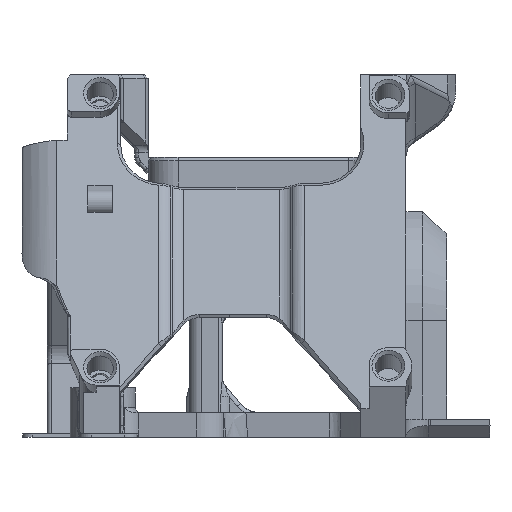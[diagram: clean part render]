
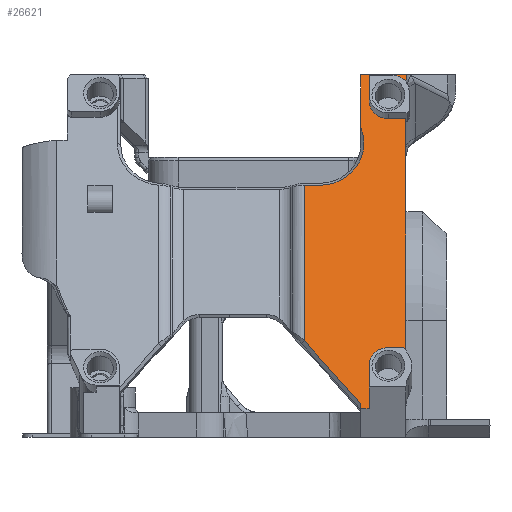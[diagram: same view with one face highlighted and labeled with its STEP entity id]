
A CAD part, left-side view. The second image highlights one B-rep face of the part: STEP entity #26621.
In plain terms, the highlighted planar face has unit normal (-0.94, 0, 0.342).
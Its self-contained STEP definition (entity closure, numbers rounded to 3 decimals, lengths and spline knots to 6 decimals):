
#981=LINE('',#46458,#2691);
#988=LINE('',#46555,#2698);
#989=LINE('',#46557,#2699);
#992=LINE('',#46565,#2702);
#994=LINE('',#46569,#2704);
#1167=LINE('',#48902,#2877);
#1168=LINE('',#48903,#2878);
#1220=LINE('',#49381,#2930);
#1308=LINE('',#50016,#3018);
#1320=LINE('',#50051,#3030);
#1321=LINE('',#50053,#3031);
#1322=LINE('',#50054,#3032);
#1323=LINE('',#50055,#3033);
#1324=LINE('',#50057,#3034);
#2691=VECTOR('',#31972,1.);
#2698=VECTOR('',#31991,1.);
#2699=VECTOR('',#31994,1.);
#2702=VECTOR('',#32003,1.);
#2704=VECTOR('',#32007,1.);
#2877=VECTOR('',#32700,1.);
#2878=VECTOR('',#32701,1.);
#2930=VECTOR('',#32957,1.);
#3018=VECTOR('',#33233,1.);
#3030=VECTOR('',#33259,1.);
#3031=VECTOR('',#33262,1.);
#3032=VECTOR('',#33263,1.);
#3033=VECTOR('',#33264,1.);
#3034=VECTOR('',#33265,1.);
#4161=PLANE('',#28705);
#5116=CIRCLE('',#28228,0.0005);
#5119=CIRCLE('',#28233,0.00235);
#5120=CIRCLE('',#28235,0.002);
#5121=CIRCLE('',#28239,0.00235);
#5134=CIRCLE('',#28276,0.002536);
#5315=CIRCLE('',#28700,0.0054);
#9617=ORIENTED_EDGE('',*,*,#15881,.F.);
#9618=ORIENTED_EDGE('',*,*,#15444,.F.);
#9619=ORIENTED_EDGE('',*,*,#15442,.T.);
#9620=ORIENTED_EDGE('',*,*,#15440,.T.);
#9621=ORIENTED_EDGE('',*,*,#15439,.T.);
#9622=ORIENTED_EDGE('',*,*,#15436,.T.);
#9623=ORIENTED_EDGE('',*,*,#15880,.T.);
#9624=ORIENTED_EDGE('',*,*,#15433,.F.);
#9625=ORIENTED_EDGE('',*,*,#16165,.F.);
#9626=ORIENTED_EDGE('',*,*,#16182,.T.);
#9627=ORIENTED_EDGE('',*,*,#16169,.T.);
#9628=ORIENTED_EDGE('',*,*,#16183,.F.);
#9629=ORIENTED_EDGE('',*,*,#16006,.F.);
#9630=ORIENTED_EDGE('',*,*,#16181,.F.);
#9631=ORIENTED_EDGE('',*,*,#16184,.F.);
#9632=ORIENTED_EDGE('',*,*,#16185,.T.);
#9633=ORIENTED_EDGE('',*,*,#15446,.T.);
#9634=ORIENTED_EDGE('',*,*,#15431,.T.);
#9635=ORIENTED_EDGE('',*,*,#15426,.F.);
#9636=ORIENTED_EDGE('',*,*,#15422,.T.);
#9637=ORIENTED_EDGE('',*,*,#15492,.F.);
#15422=EDGE_CURVE('',#19086,#19087,#5116,.T.);
#15426=EDGE_CURVE('',#19086,#19090,#981,.T.);
#15431=EDGE_CURVE('',#19092,#19090,#5119,.T.);
#15433=EDGE_CURVE('',#19094,#19095,#21229,.T.);
#15436=EDGE_CURVE('',#19097,#19096,#5120,.T.);
#15439=EDGE_CURVE('',#19098,#19097,#988,.T.);
#15440=EDGE_CURVE('',#19099,#19098,#989,.T.);
#15442=EDGE_CURVE('',#19100,#19099,#5121,.T.);
#15444=EDGE_CURVE('',#19100,#19101,#992,.T.);
#15446=EDGE_CURVE('',#19102,#19092,#994,.T.);
#15492=EDGE_CURVE('',#19133,#19087,#5134,.T.);
#15880=EDGE_CURVE('',#19096,#19095,#1167,.T.);
#15881=EDGE_CURVE('',#19101,#19133,#1168,.T.);
#16006=EDGE_CURVE('',#19085,#19433,#1220,.T.);
#16165=EDGE_CURVE('',#19528,#19094,#1308,.T.);
#16169=EDGE_CURVE('',#19533,#19532,#5315,.T.);
#16181=EDGE_CURVE('',#19541,#19085,#1320,.T.);
#16182=EDGE_CURVE('',#19528,#19533,#1321,.T.);
#16183=EDGE_CURVE('',#19433,#19532,#1322,.T.);
#16184=EDGE_CURVE('',#19542,#19541,#1323,.T.);
#16185=EDGE_CURVE('',#19542,#19102,#1324,.T.);
#19085=VERTEX_POINT('',#46432);
#19086=VERTEX_POINT('',#46450);
#19087=VERTEX_POINT('',#46451);
#19090=VERTEX_POINT('',#46459);
#19092=VERTEX_POINT('',#46465);
#19094=VERTEX_POINT('',#46536);
#19095=VERTEX_POINT('',#46541);
#19096=VERTEX_POINT('',#46548);
#19097=VERTEX_POINT('',#46550);
#19098=VERTEX_POINT('',#46554);
#19099=VERTEX_POINT('',#46558);
#19100=VERTEX_POINT('',#46562);
#19101=VERTEX_POINT('',#46566);
#19102=VERTEX_POINT('',#46570);
#19133=VERTEX_POINT('',#46663);
#19433=VERTEX_POINT('',#49382);
#19528=VERTEX_POINT('',#50014);
#19532=VERTEX_POINT('',#50023);
#19533=VERTEX_POINT('',#50025);
#19541=VERTEX_POINT('',#50050);
#19542=VERTEX_POINT('',#50056);
#21229=B_SPLINE_CURVE_WITH_KNOTS('',3,(#46537,#46538,#46539,#46540),
 .UNSPECIFIED.,.F.,.F.,(4,4),(-0.000025,0.000759),
 .UNSPECIFIED.);
#22696=EDGE_LOOP('',(#9617,#9618,#9619,#9620,#9621,#9622,#9623,#9624,#9625,
#9626,#9627,#9628,#9629,#9630,#9631,#9632,#9633,#9634,#9635,#9636,#9637));
#24412=FACE_BOUND('',#22696,.T.);
#26621=ADVANCED_FACE('',(#24412),#4161,.T.);
#28228=AXIS2_PLACEMENT_3D('',#46449,#31964,#31965);
#28233=AXIS2_PLACEMENT_3D('',#46468,#31980,#31981);
#28235=AXIS2_PLACEMENT_3D('',#46549,#31985,#31986);
#28239=AXIS2_PLACEMENT_3D('',#46561,#31998,#31999);
#28276=AXIS2_PLACEMENT_3D('',#46664,#32104,#32105);
#28700=AXIS2_PLACEMENT_3D('',#50024,#33240,#33241);
#28705=AXIS2_PLACEMENT_3D('',#50052,#33260,#33261);
#31964=DIRECTION('',(0.94,0.,-0.342));
#31965=DIRECTION('',(0.342,0.,0.94));
#31972=DIRECTION('',(0.,1.,0.));
#31980=DIRECTION('',(0.94,0.,-0.342));
#31981=DIRECTION('',(0.342,0.,0.94));
#31985=DIRECTION('',(0.94,0.,-0.342));
#31986=DIRECTION('',(0.342,0.,0.94));
#31991=DIRECTION('',(0.,-1.,0.));
#31994=DIRECTION('',(0.342,0.,0.94));
#31998=DIRECTION('',(0.94,0.,-0.342));
#31999=DIRECTION('',(0.342,0.,0.94));
#32003=DIRECTION('',(0.,-1.,0.));
#32007=DIRECTION('',(0.342,0.,0.94));
#32104=DIRECTION('',(0.94,0.,-0.342));
#32105=DIRECTION('',(0.342,0.,0.94));
#32700=DIRECTION('',(0.342,0.,0.94));
#32701=DIRECTION('',(-0.342,0.,-0.94));
#32957=DIRECTION('',(0.342,0.,0.94));
#33233=DIRECTION('',(0.,-1.,0.));
#33240=DIRECTION('',(0.94,0.,-0.342));
#33241=DIRECTION('',(0.342,0.,0.94));
#33259=DIRECTION('',(0.262,0.643,0.72));
#33260=DIRECTION('',(-0.94,0.,0.342));
#33261=DIRECTION('',(-0.342,0.,-0.94));
#33262=DIRECTION('',(-0.342,0.,-0.94));
#33263=DIRECTION('',(0.,-1.,0.));
#33264=DIRECTION('',(0.342,0.,0.94));
#33265=DIRECTION('',(0.,-1.,0.));
#46432=CARTESIAN_POINT('',(-0.141708,0.018828,0.011704));
#46449=CARTESIAN_POINT('',(-0.14243,0.007,0.009722));
#46450=CARTESIAN_POINT('',(-0.142259,0.007,0.010192));
#46451=CARTESIAN_POINT('',(-0.142361,0.006543,0.009912));
#46458=CARTESIAN_POINT('',(-0.142259,0.006125,0.010192));
#46459=CARTESIAN_POINT('',(-0.142259,0.008625,0.010192));
#46465=CARTESIAN_POINT('',(-0.143062,0.010975,0.007983));
#46468=CARTESIAN_POINT('',(-0.143062,0.008625,0.007983));
#46536=CARTESIAN_POINT('',(-0.129953,0.006465,0.044));
#46537=CARTESIAN_POINT('',(-0.129953,0.006465,0.044));
#46538=CARTESIAN_POINT('',(-0.130043,0.006481,0.043755));
#46539=CARTESIAN_POINT('',(-0.130132,0.006499,0.04351));
#46540=CARTESIAN_POINT('',(-0.130221,0.0065,0.043264));
#46541=CARTESIAN_POINT('',(-0.130221,0.0065,0.043264));
#46548=CARTESIAN_POINT('',(-0.130522,0.0065,0.042438));
#46549=CARTESIAN_POINT('',(-0.130921,0.008125,0.041342));
#46550=CARTESIAN_POINT('',(-0.130237,0.008125,0.043222));
#46554=CARTESIAN_POINT('',(-0.130237,0.010975,0.043222));
#46555=CARTESIAN_POINT('',(-0.130237,0.006125,0.043222));
#46557=CARTESIAN_POINT('',(-0.12364,0.010975,0.061346));
#46558=CARTESIAN_POINT('',(-0.131092,0.010975,0.040873));
#46561=CARTESIAN_POINT('',(-0.131092,0.008625,0.040873));
#46562=CARTESIAN_POINT('',(-0.131895,0.008625,0.038664));
#46565=CARTESIAN_POINT('',(-0.131895,0.006125,0.038664));
#46566=CARTESIAN_POINT('',(-0.131895,0.0065,0.038664));
#46569=CARTESIAN_POINT('',(-0.12364,0.010975,0.061346));
#46570=CARTESIAN_POINT('',(-0.144704,0.010975,0.003473));
#46663=CARTESIAN_POINT('',(-0.142392,0.0065,0.009826));
#46664=CARTESIAN_POINT('',(-0.14201,0.004223,0.010875));
#48902=CARTESIAN_POINT('',(-0.143233,0.0065,0.007513));
#48903=CARTESIAN_POINT('',(-0.136618,0.0065,0.025688));
#49381=CARTESIAN_POINT('',(-0.14325,0.018828,0.007468));
#49382=CARTESIAN_POINT('',(-0.134836,0.018828,0.030585));
#50014=CARTESIAN_POINT('',(-0.129953,0.012,0.044));
#50016=CARTESIAN_POINT('',(-0.129953,0.004696,0.044));
#50023=CARTESIAN_POINT('',(-0.134836,0.017,0.030585));
#50024=CARTESIAN_POINT('',(-0.132989,0.017,0.035659));
#50025=CARTESIAN_POINT('',(-0.132292,0.012,0.037576));
#50050=CARTESIAN_POINT('',(-0.144491,0.012,0.004057));
#50051=CARTESIAN_POINT('',(-0.140731,0.021225,0.014388));
#50052=CARTESIAN_POINT('',(-0.143233,0.043625,0.007513));
#50053=CARTESIAN_POINT('',(-0.143233,0.012,0.007513));
#50054=CARTESIAN_POINT('',(-0.134836,0.027711,0.030585));
#50055=CARTESIAN_POINT('',(-0.139529,0.012,0.017691));
#50056=CARTESIAN_POINT('',(-0.144704,0.012,0.003473));
#50057=CARTESIAN_POINT('',(-0.144704,0.026125,0.003473));
